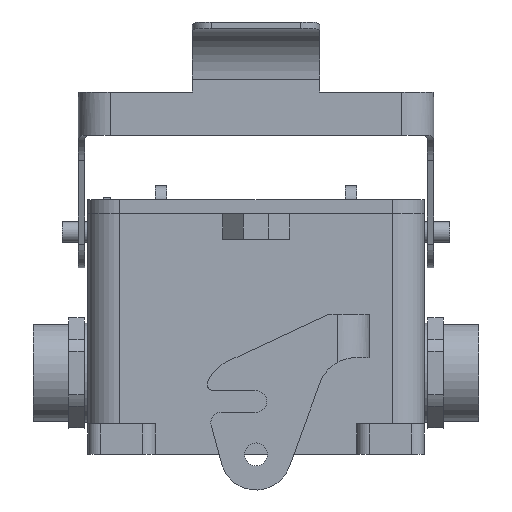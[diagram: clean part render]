
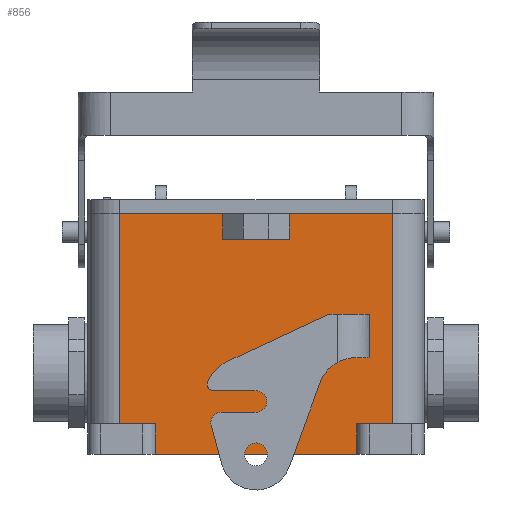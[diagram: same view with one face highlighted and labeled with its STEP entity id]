
A CAD part, front view. The second image highlights one B-rep face of the part: STEP entity #856.
In plain terms, the highlighted planar face has unit normal (0, -1, 0).
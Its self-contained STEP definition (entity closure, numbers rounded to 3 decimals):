
#856 = ADVANCED_FACE( '', ( #1807 ), #1808, .T. );
#1807 = FACE_OUTER_BOUND( '', #2763, .T. );
#1808 = PLANE( '', #2764 );
#2763 = EDGE_LOOP( '', ( #5308, #5309, #5310, #5311, #5312, #5313, #5314, #5315, #5316, #5317, #5318, #5319 ) );
#2764 = AXIS2_PLACEMENT_3D( '', #5320, #5321, #5322 );
#5308 = ORIENTED_EDGE( '', *, *, #6086, .F. );
#5309 = ORIENTED_EDGE( '', *, *, #5806, .F. );
#5310 = ORIENTED_EDGE( '', *, *, #6341, .F. );
#5311 = ORIENTED_EDGE( '', *, *, #5875, .F. );
#5312 = ORIENTED_EDGE( '', *, *, #5741, .T. );
#5313 = ORIENTED_EDGE( '', *, *, #5669, .F. );
#5314 = ORIENTED_EDGE( '', *, *, #6305, .T. );
#5315 = ORIENTED_EDGE( '', *, *, #6419, .T. );
#5316 = ORIENTED_EDGE( '', *, *, #5827, .F. );
#5317 = ORIENTED_EDGE( '', *, *, #6313, .T. );
#5318 = ORIENTED_EDGE( '', *, *, #6228, .T. );
#5319 = ORIENTED_EDGE( '', *, *, #5892, .T. );
#5320 = CARTESIAN_POINT( '', ( -66., -45., 94.5 ) );
#5321 = DIRECTION( '', ( 0., -1., 0. ) );
#5322 = DIRECTION( '', ( 0., 0., 1. ) );
#5669 = EDGE_CURVE( '', #6891, #6893, #6894, .T. );
#5741 = EDGE_CURVE( '', #7017, #6893, #7018, .T. );
#5806 = EDGE_CURVE( '', #7121, #7122, #7123, .F. );
#5827 = EDGE_CURVE( '', #7159, #7161, #7162, .T. );
#5875 = EDGE_CURVE( '', #7017, #7240, #7241, .F. );
#5892 = EDGE_CURVE( '', #7266, #7267, #7268, .F. );
#6086 = EDGE_CURVE( '', #7122, #7267, #7550, .T. );
#6228 = EDGE_CURVE( '', #7737, #7266, #7738, .T. );
#6305 = EDGE_CURVE( '', #6891, #7833, #7835, .T. );
#6313 = EDGE_CURVE( '', #7159, #7737, #7844, .F. );
#6341 = EDGE_CURVE( '', #7240, #7121, #7877, .T. );
#6419 = EDGE_CURVE( '', #7833, #7161, #7965, .T. );
#6891 = VERTEX_POINT( '', #8590 );
#6893 = VERTEX_POINT( '', #8593 );
#6894 = LINE( '', #8594, #8595 );
#7017 = VERTEX_POINT( '', #8757 );
#7018 = LINE( '', #8758, #8759 );
#7121 = VERTEX_POINT( '', #8899 );
#7122 = VERTEX_POINT( '', #8900 );
#7123 = LINE( '', #8901, #8902 );
#7159 = VERTEX_POINT( '', #8950 );
#7161 = VERTEX_POINT( '', #8952 );
#7162 = LINE( '', #8953, #8954 );
#7240 = VERTEX_POINT( '', #9058 );
#7241 = LINE( '', #9059, #9060 );
#7266 = VERTEX_POINT( '', #9136 );
#7267 = VERTEX_POINT( '', #9137 );
#7268 = LINE( '', #9138, #9139 );
#7550 = LINE( '', #9546, #9547 );
#7737 = VERTEX_POINT( '', #9846 );
#7738 = LINE( '', #9847, #9848 );
#7833 = VERTEX_POINT( '', #9981 );
#7835 = LINE( '', #9984, #9985 );
#7844 = LINE( '', #9997, #9998 );
#7877 = LINE( '', #10047, #10048 );
#7965 = LINE( '', #10187, #10188 );
#8590 = CARTESIAN_POINT( '', ( -39.5, -45., 0. ) );
#8593 = CARTESIAN_POINT( '', ( -39.5, -45., 12. ) );
#8594 = CARTESIAN_POINT( '', ( -39.5, -45., -117.947 ) );
#8595 = VECTOR( '', #10530, 1000. );
#8757 = CARTESIAN_POINT( '', ( -53.5, -45., 12. ) );
#8758 = CARTESIAN_POINT( '', ( -66., -45., 12. ) );
#8759 = VECTOR( '', #10633, 1000. );
#8899 = CARTESIAN_POINT( '', ( -13., -45., 94.5 ) );
#8900 = CARTESIAN_POINT( '', ( -13., -45., 84.5 ) );
#8901 = CARTESIAN_POINT( '', ( -13., -45., 89.5 ) );
#8902 = VECTOR( '', #10719, 1000. );
#8950 = CARTESIAN_POINT( '', ( 53.5, -45., 12. ) );
#8952 = CARTESIAN_POINT( '', ( 39.5, -45., 12. ) );
#8953 = CARTESIAN_POINT( '', ( 66., -45., 12. ) );
#8954 = VECTOR( '', #10747, 1000. );
#9058 = CARTESIAN_POINT( '', ( -53.5, -45., 94.5 ) );
#9059 = CARTESIAN_POINT( '', ( -53.5, -45., 94.5 ) );
#9060 = VECTOR( '', #10810, 1000. );
#9136 = CARTESIAN_POINT( '', ( 13., -45., 94.5 ) );
#9137 = CARTESIAN_POINT( '', ( 13., -45., 84.5 ) );
#9138 = CARTESIAN_POINT( '', ( 13., -45., 89.5 ) );
#9139 = VECTOR( '', #10831, 1000. );
#9546 = CARTESIAN_POINT( '', ( -5., -45., 84.5 ) );
#9547 = VECTOR( '', #11042, 1000. );
#9846 = CARTESIAN_POINT( '', ( 53.5, -45., 94.5 ) );
#9847 = CARTESIAN_POINT( '', ( 66., -45., 94.5 ) );
#9848 = VECTOR( '', #11189, 1000. );
#9981 = CARTESIAN_POINT( '', ( 39.5, -45., 0. ) );
#9984 = CARTESIAN_POINT( '', ( -66., -45., 0. ) );
#9985 = VECTOR( '', #11274, 1000. );
#9997 = CARTESIAN_POINT( '', ( 53.5, -45., 94.5 ) );
#9998 = VECTOR( '', #11281, 1000. );
#10047 = CARTESIAN_POINT( '', ( -66., -45., 94.5 ) );
#10048 = VECTOR( '', #11307, 1000. );
#10187 = CARTESIAN_POINT( '', ( 39.5, -45., -117.947 ) );
#10188 = VECTOR( '', #11353, 1000. );
#10530 = DIRECTION( '', ( 0., 0., 1. ) );
#10633 = DIRECTION( '', ( 1., 0., 0. ) );
#10719 = DIRECTION( '', ( 0., 0., 1. ) );
#10747 = DIRECTION( '', ( -1., 0., 0. ) );
#10810 = DIRECTION( '', ( 0., 0., -1. ) );
#10831 = DIRECTION( '', ( 0., 0., 1. ) );
#11042 = DIRECTION( '', ( 1., 0., 0. ) );
#11189 = DIRECTION( '', ( -1., 0., 0. ) );
#11274 = DIRECTION( '', ( 1., 0., 0. ) );
#11281 = DIRECTION( '', ( 0., 0., -1. ) );
#11307 = DIRECTION( '', ( 1., 0., 0. ) );
#11353 = DIRECTION( '', ( 0., 0., 1. ) );
